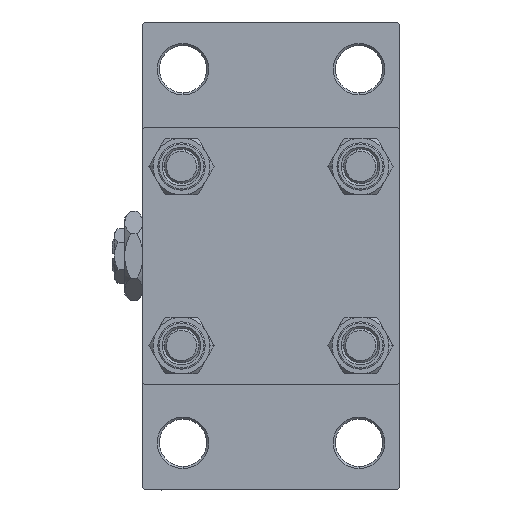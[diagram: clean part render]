
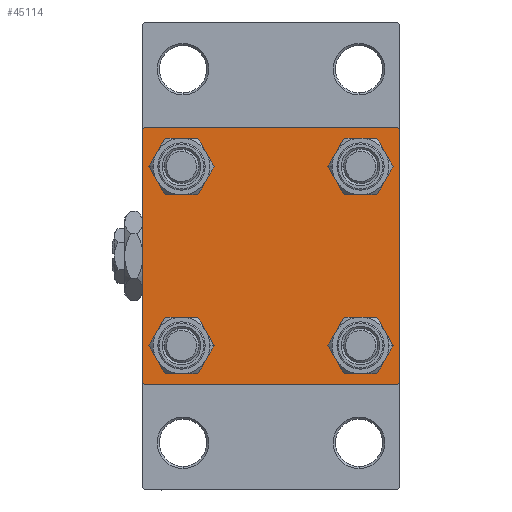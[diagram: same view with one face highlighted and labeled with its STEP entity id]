
A CAD part, left-side view. The second image highlights one B-rep face of the part: STEP entity #45114.
In plain terms, the highlighted planar face has unit normal (-1, 0, 0).
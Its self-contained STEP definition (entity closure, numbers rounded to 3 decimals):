
#568 = DIRECTION ( 'NONE',  ( 1., 0., 0. ) ) ;
#632 = AXIS2_PLACEMENT_3D ( 'NONE', #39408, #1492, #16692 ) ;
#1292 = ORIENTED_EDGE ( 'NONE', *, *, #45011, .T. ) ;
#1492 = DIRECTION ( 'NONE',  ( 1., 0., 0. ) ) ;
#1834 = VERTEX_POINT ( 'NONE', #29294 ) ;
#2172 = EDGE_CURVE ( 'NONE', #45941, #15196, #29484, .T. ) ;
#2834 = VECTOR ( 'NONE', #15497, 1000. ) ;
#3995 = VERTEX_POINT ( 'NONE', #12494 ) ;
#4287 = CARTESIAN_POINT ( 'NONE',  ( 0., 30., 30. ) ) ;
#4758 = ORIENTED_EDGE ( 'NONE', *, *, #19115, .F. ) ;
#5135 = CARTESIAN_POINT ( 'NONE',  ( 0., -20.85, 25.35 ) ) ;
#5493 = ORIENTED_EDGE ( 'NONE', *, *, #40519, .T. ) ;
#5522 = ORIENTED_EDGE ( 'NONE', *, *, #44775, .T. ) ;
#5713 = AXIS2_PLACEMENT_3D ( 'NONE', #5877, #32086, #28098 ) ;
#5877 = CARTESIAN_POINT ( 'NONE',  ( 0., -20.85, -20.85 ) ) ;
#6165 = DIRECTION ( 'NONE',  ( 0., 0., 1. ) ) ;
#6238 = DIRECTION ( 'NONE',  ( -1., 0., 0. ) ) ;
#6469 = CARTESIAN_POINT ( 'NONE',  ( 0., -30., 30. ) ) ;
#6611 = CARTESIAN_POINT ( 'NONE',  ( 0., -20.85, 16.35 ) ) ;
#6671 = DIRECTION ( 'NONE',  ( 0., -0.707, 0.707 ) ) ;
#6868 = VERTEX_POINT ( 'NONE', #9065 ) ;
#7017 = CARTESIAN_POINT ( 'NONE',  ( 0., 30., -30. ) ) ;
#7241 = DIRECTION ( 'NONE',  ( 0., 0., 1. ) ) ;
#7253 = CARTESIAN_POINT ( 'NONE',  ( 0., 20.85, -25.35 ) ) ;
#7404 = VERTEX_POINT ( 'NONE', #32139 ) ;
#7434 = VECTOR ( 'NONE', #23160, 1000. ) ;
#7509 = LINE ( 'NONE', #7017, #42438 ) ;
#8435 = ORIENTED_EDGE ( 'NONE', *, *, #47026, .T. ) ;
#8551 = EDGE_CURVE ( 'NONE', #15088, #3995, #17657, .T. ) ;
#8679 = CIRCLE ( 'NONE', #25418, 4.5 ) ;
#9065 = CARTESIAN_POINT ( 'NONE',  ( 0., -29.5, -30. ) ) ;
#9737 = FACE_BOUND ( 'NONE', #36695, .T. ) ;
#10222 = PLANE ( 'NONE',  #34223 ) ;
#10502 = EDGE_LOOP ( 'NONE', ( #5493, #20186 ) ) ;
#10520 = CARTESIAN_POINT ( 'NONE',  ( 0., 29.75, 29.75 ) ) ;
#10810 = EDGE_CURVE ( 'NONE', #24600, #18561, #40893, .T. ) ;
#10894 = DIRECTION ( 'NONE',  ( 1., 0., 0. ) ) ;
#11683 = CARTESIAN_POINT ( 'NONE',  ( 0., 29.75, -29.75 ) ) ;
#11960 = EDGE_CURVE ( 'NONE', #22681, #26314, #15416, .T. ) ;
#11965 = CARTESIAN_POINT ( 'NONE',  ( 0., -30., -29.5 ) ) ;
#12494 = CARTESIAN_POINT ( 'NONE',  ( 0., -20.85, -25.35 ) ) ;
#12745 = ORIENTED_EDGE ( 'NONE', *, *, #45367, .T. ) ;
#12758 = VERTEX_POINT ( 'NONE', #5135 ) ;
#13302 = EDGE_CURVE ( 'NONE', #1834, #33264, #48856, .T. ) ;
#13644 = CARTESIAN_POINT ( 'NONE',  ( 0., -20.85, 20.85 ) ) ;
#13717 = CARTESIAN_POINT ( 'NONE',  ( 0., 0., 0. ) ) ;
#13963 = FACE_BOUND ( 'NONE', #18028, .T. ) ;
#14030 = VECTOR ( 'NONE', #6671, 1000. ) ;
#14080 = CARTESIAN_POINT ( 'NONE',  ( 0., -29.75, 29.75 ) ) ;
#14258 = DIRECTION ( 'NONE',  ( 0., 0.707, -0.707 ) ) ;
#15088 = VERTEX_POINT ( 'NONE', #25766 ) ;
#15196 = VERTEX_POINT ( 'NONE', #47424 ) ;
#15416 = LINE ( 'NONE', #11683, #7434 ) ;
#15497 = DIRECTION ( 'NONE',  ( 0., -1., 0. ) ) ;
#15760 = EDGE_LOOP ( 'NONE', ( #5522, #34611 ) ) ;
#16086 = VERTEX_POINT ( 'NONE', #6611 ) ;
#16692 = DIRECTION ( 'NONE',  ( 0., 0., 1. ) ) ;
#17657 = CIRCLE ( 'NONE', #5713, 4.5 ) ;
#18028 = EDGE_LOOP ( 'NONE', ( #30917, #1292 ) ) ;
#18380 = LINE ( 'NONE', #33611, #14030 ) ;
#18561 = VERTEX_POINT ( 'NONE', #22851 ) ;
#19115 = EDGE_CURVE ( 'NONE', #45941, #31356, #23234, .T. ) ;
#19355 = CARTESIAN_POINT ( 'NONE',  ( 0., 20.85, 16.35 ) ) ;
#19495 = VERTEX_POINT ( 'NONE', #19355 ) ;
#19704 = ORIENTED_EDGE ( 'NONE', *, *, #25369, .T. ) ;
#20186 = ORIENTED_EDGE ( 'NONE', *, *, #10810, .T. ) ;
#20297 = CARTESIAN_POINT ( 'NONE',  ( 0., 20.85, 20.85 ) ) ;
#21022 = EDGE_CURVE ( 'NONE', #6868, #33264, #18380, .T. ) ;
#21463 = CIRCLE ( 'NONE', #30255, 4.5 ) ;
#22101 = CIRCLE ( 'NONE', #632, 4.5 ) ;
#22245 = AXIS2_PLACEMENT_3D ( 'NONE', #13644, #10894, #6165 ) ;
#22681 = VERTEX_POINT ( 'NONE', #46654 ) ;
#22851 = CARTESIAN_POINT ( 'NONE',  ( 0., 20.85, -16.35 ) ) ;
#23031 = AXIS2_PLACEMENT_3D ( 'NONE', #41696, #44941, #30463 ) ;
#23160 = DIRECTION ( 'NONE',  ( 0., -0.707, -0.707 ) ) ;
#23234 = LINE ( 'NONE', #4287, #2834 ) ;
#24276 = CARTESIAN_POINT ( 'NONE',  ( 0., 29.5, 30. ) ) ;
#24488 = FACE_OUTER_BOUND ( 'NONE', #40939, .T. ) ;
#24600 = VERTEX_POINT ( 'NONE', #7253 ) ;
#25369 = EDGE_CURVE ( 'NONE', #26314, #6868, #7509, .T. ) ;
#25418 = AXIS2_PLACEMENT_3D ( 'NONE', #36717, #32734, #37205 ) ;
#25766 = CARTESIAN_POINT ( 'NONE',  ( 0., -20.85, -16.35 ) ) ;
#26314 = VERTEX_POINT ( 'NONE', #28287 ) ;
#26652 = VECTOR ( 'NONE', #43378, 1000. ) ;
#27063 = VECTOR ( 'NONE', #33542, 1000. ) ;
#28098 = DIRECTION ( 'NONE',  ( 0., 0., 1. ) ) ;
#28287 = CARTESIAN_POINT ( 'NONE',  ( 0., 29.5, -30. ) ) ;
#28824 = LINE ( 'NONE', #40793, #27063 ) ;
#29196 = FACE_BOUND ( 'NONE', #15760, .T. ) ;
#29294 = CARTESIAN_POINT ( 'NONE',  ( 0., -30., 29.5 ) ) ;
#29484 = LINE ( 'NONE', #10520, #38985 ) ;
#29934 = ORIENTED_EDGE ( 'NONE', *, *, #21022, .T. ) ;
#30255 = AXIS2_PLACEMENT_3D ( 'NONE', #47175, #568, #43198 ) ;
#30463 = DIRECTION ( 'NONE',  ( 0., 0., 1. ) ) ;
#30917 = ORIENTED_EDGE ( 'NONE', *, *, #44357, .T. ) ;
#31356 = VERTEX_POINT ( 'NONE', #32289 ) ;
#31778 = DIRECTION ( 'NONE',  ( 1., 0., 0. ) ) ;
#31800 = CIRCLE ( 'NONE', #23031, 4.5 ) ;
#32086 = DIRECTION ( 'NONE',  ( 1., 0., 0. ) ) ;
#32139 = CARTESIAN_POINT ( 'NONE',  ( 0., 20.85, 25.35 ) ) ;
#32289 = CARTESIAN_POINT ( 'NONE',  ( 0., -29.5, 30. ) ) ;
#32506 = EDGE_CURVE ( 'NONE', #1834, #31356, #47114, .T. ) ;
#32734 = DIRECTION ( 'NONE',  ( 1., 0., 0. ) ) ;
#33264 = VERTEX_POINT ( 'NONE', #11965 ) ;
#33542 = DIRECTION ( 'NONE',  ( 0., 0., -1. ) ) ;
#33611 = CARTESIAN_POINT ( 'NONE',  ( 0., -29.75, -29.75 ) ) ;
#34223 = AXIS2_PLACEMENT_3D ( 'NONE', #13717, #6238, #36917 ) ;
#34611 = ORIENTED_EDGE ( 'NONE', *, *, #46802, .T. ) ;
#36670 = FACE_BOUND ( 'NONE', #10502, .T. ) ;
#36695 = EDGE_LOOP ( 'NONE', ( #44249, #8435 ) ) ;
#36717 = CARTESIAN_POINT ( 'NONE',  ( 0., 20.85, 20.85 ) ) ;
#36917 = DIRECTION ( 'NONE',  ( 0., 0., 1. ) ) ;
#37205 = DIRECTION ( 'NONE',  ( 0., 0., 1. ) ) ;
#38119 = ORIENTED_EDGE ( 'NONE', *, *, #32506, .T. ) ;
#38170 = CARTESIAN_POINT ( 'NONE',  ( 0., 20.85, -20.85 ) ) ;
#38985 = VECTOR ( 'NONE', #14258, 1000. ) ;
#39408 = CARTESIAN_POINT ( 'NONE',  ( 0., 20.85, -20.85 ) ) ;
#40111 = ORIENTED_EDGE ( 'NONE', *, *, #11960, .T. ) ;
#40147 = VECTOR ( 'NONE', #44388, 1000. ) ;
#40519 = EDGE_CURVE ( 'NONE', #18561, #24600, #22101, .T. ) ;
#40793 = CARTESIAN_POINT ( 'NONE',  ( 0., 30., 30. ) ) ;
#40893 = CIRCLE ( 'NONE', #46458, 4.5 ) ;
#40939 = EDGE_LOOP ( 'NONE', ( #12745, #40111, #19704, #29934, #47631, #38119, #4758, #43126 ) ) ;
#41431 = DIRECTION ( 'NONE',  ( 1., 0., 0. ) ) ;
#41696 = CARTESIAN_POINT ( 'NONE',  ( 0., -20.85, -20.85 ) ) ;
#42438 = VECTOR ( 'NONE', #48438, 1000. ) ;
#43126 = ORIENTED_EDGE ( 'NONE', *, *, #2172, .T. ) ;
#43198 = DIRECTION ( 'NONE',  ( 0., 0., 1. ) ) ;
#43378 = DIRECTION ( 'NONE',  ( 0., 0.707, 0.707 ) ) ;
#43763 = CIRCLE ( 'NONE', #22245, 4.5 ) ;
#44249 = ORIENTED_EDGE ( 'NONE', *, *, #8551, .T. ) ;
#44357 = EDGE_CURVE ( 'NONE', #12758, #16086, #43763, .T. ) ;
#44388 = DIRECTION ( 'NONE',  ( 0., 0., -1. ) ) ;
#44775 = EDGE_CURVE ( 'NONE', #7404, #19495, #49343, .T. ) ;
#44941 = DIRECTION ( 'NONE',  ( 1., 0., 0. ) ) ;
#45011 = EDGE_CURVE ( 'NONE', #16086, #12758, #21463, .T. ) ;
#45114 = ADVANCED_FACE ( 'NONE', ( #13963, #9737, #36670, #29196, #24488 ), #10222, .T. ) ;
#45367 = EDGE_CURVE ( 'NONE', #15196, #22681, #28824, .T. ) ;
#45941 = VERTEX_POINT ( 'NONE', #24276 ) ;
#46458 = AXIS2_PLACEMENT_3D ( 'NONE', #38170, #41431, #7241 ) ;
#46654 = CARTESIAN_POINT ( 'NONE',  ( 0., 30., -29.5 ) ) ;
#46802 = EDGE_CURVE ( 'NONE', #19495, #7404, #8679, .T. ) ;
#46989 = DIRECTION ( 'NONE',  ( 0., 0., 1. ) ) ;
#47026 = EDGE_CURVE ( 'NONE', #3995, #15088, #31800, .T. ) ;
#47114 = LINE ( 'NONE', #14080, #26652 ) ;
#47175 = CARTESIAN_POINT ( 'NONE',  ( 0., -20.85, 20.85 ) ) ;
#47424 = CARTESIAN_POINT ( 'NONE',  ( 0., 30., 29.5 ) ) ;
#47631 = ORIENTED_EDGE ( 'NONE', *, *, #13302, .F. ) ;
#48438 = DIRECTION ( 'NONE',  ( 0., -1., 0. ) ) ;
#48553 = AXIS2_PLACEMENT_3D ( 'NONE', #20297, #31778, #46989 ) ;
#48856 = LINE ( 'NONE', #6469, #40147 ) ;
#49343 = CIRCLE ( 'NONE', #48553, 4.5 ) ;
